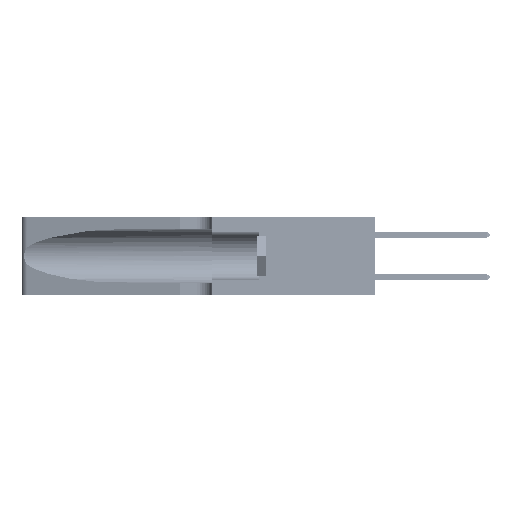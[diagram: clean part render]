
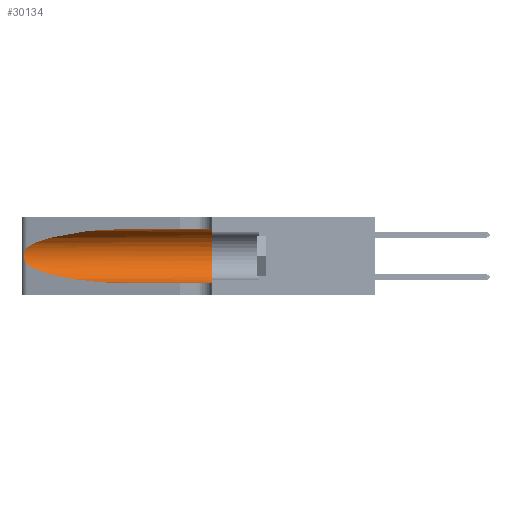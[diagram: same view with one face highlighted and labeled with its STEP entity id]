
A CAD part, left-side view. The second image highlights one B-rep face of the part: STEP entity #30134.
In plain terms, the highlighted cylindrical face has radius 3.308 mm (diameter 6.617 mm), a partial arc.
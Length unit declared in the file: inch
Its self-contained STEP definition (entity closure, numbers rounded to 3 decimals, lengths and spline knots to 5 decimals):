
#49 = CYLINDRICAL_SURFACE ( 'NONE', #41375, 0.13025 ) ;
#1326 = ORIENTED_EDGE ( 'NONE', *, *, #18021, .F. ) ;
#1355 = CARTESIAN_POINT ( 'NONE',  ( 0.1305, 1.61858, 0.05475 ) ) ;
#2850 = CARTESIAN_POINT ( 'NONE',  ( 0.25487, 1.22718, 0.14631 ) ) ;
#3177 = EDGE_CURVE ( 'NONE', #8036, #36972, #16424, .T. ) ;
#3241 = CARTESIAN_POINT ( 'NONE',  ( 0.25487, 1.22718, 0.22369 ) ) ;
#3757 = CARTESIAN_POINT ( 'NONE',  ( 0.26075, 1.23896, 0.19203 ) ) ;
#3919 = CARTESIAN_POINT ( 'NONE',  ( 0.26018, 1.23835, 0.19895 ) ) ;
#4522 = DIRECTION ( 'NONE',  ( 0., -1., 0. ) ) ;
#4546 = CARTESIAN_POINT ( 'NONE',  ( 0.1305, 1.61858, 0.31525 ) ) ;
#5695 = CARTESIAN_POINT ( 'NONE',  ( 0.2373, 1.15595, 0.28018 ) ) ;
#6323 = ORIENTED_EDGE ( 'NONE', *, *, #30060, .F. ) ;
#6609 = FACE_OUTER_BOUND ( 'NONE', #13369, .T. ) ;
#7597 = CARTESIAN_POINT ( 'NONE',  ( 0.25555, 1.22993, 0.14849 ) ) ;
#8036 = VERTEX_POINT ( 'NONE', #3241 ) ;
#8377 = DIRECTION ( 'NONE',  ( 0., -1., 0. ) ) ;
#12138 = VERTEX_POINT ( 'NONE', #31301 ) ;
#12247 = CARTESIAN_POINT ( 'NONE',  ( 0.18966, 0.96281, 0.31525 ) ) ;
#12614 = LINE ( 'NONE', #4546, #43746 ) ;
#13369 = EDGE_LOOP ( 'NONE', ( #31131, #45803, #33472, #21659, #1326, #6323 ) ) ;
#14066 = VERTEX_POINT ( 'NONE', #39340 ) ;
#15794 =( BOUNDED_CURVE ( )  B_SPLINE_CURVE ( 3, ( #16255, #12247, #5695, #20583 ),
 .UNSPECIFIED., .F., .F. ) 
 B_SPLINE_CURVE_WITH_KNOTS ( ( 4, 4 ),
 ( 1.5708, 2.84003 ),
 .UNSPECIFIED. ) 
 CURVE ( )  GEOMETRIC_REPRESENTATION_ITEM ( )  RATIONAL_B_SPLINE_CURVE ( ( 1., 0.87, 0.87, 1. ) ) 
 REPRESENTATION_ITEM ( '' )  );
#16255 = CARTESIAN_POINT ( 'NONE',  ( 0.1305, 0.72297, 0.31525 ) ) ;
#16424 = B_SPLINE_CURVE_WITH_KNOTS ( 'NONE', 3,
 ( #34028, #45442, #41608, #26309, #22320, #3919, #3757, #33712, #41432, #30673, #26148, #22467, #7597, #30488 ),
 .UNSPECIFIED., .F., .F.,
 ( 4, 2, 2, 2, 2, 2, 4 ),
 ( 0., 0.00027, 0.00053, 0.00107, 0.0016, 0.00187, 0.00214 ),
 .UNSPECIFIED. ) ;
#17067 = DIRECTION ( 'NONE',  ( 0., -1., 0. ) ) ;
#18021 = EDGE_CURVE ( 'NONE', #40660, #12138, #28809, .T. ) ;
#18528 = AXIS2_PLACEMENT_3D ( 'NONE', #40982, #29852, #44988 ) ;
#20583 = CARTESIAN_POINT ( 'NONE',  ( 0.25487, 1.22718, 0.22369 ) ) ;
#21659 = ORIENTED_EDGE ( 'NONE', *, *, #39822, .T. ) ;
#22320 = CARTESIAN_POINT ( 'NONE',  ( 0.25854, 1.2359, 0.20912 ) ) ;
#22467 = CARTESIAN_POINT ( 'NONE',  ( 0.25639, 1.23186, 0.15144 ) ) ;
#22620 = EDGE_CURVE ( 'NONE', #36972, #47395, #41593, .T. ) ;
#24054 = VECTOR ( 'NONE', #17067, 39.37008 ) ;
#25737 = CARTESIAN_POINT ( 'NONE',  ( 0.1305, 0.72297, 0.05475 ) ) ;
#26148 = CARTESIAN_POINT ( 'NONE',  ( 0.25789, 1.23486, 0.15765 ) ) ;
#26309 = CARTESIAN_POINT ( 'NONE',  ( 0.25787, 1.23484, 0.2124 ) ) ;
#28809 = CIRCLE ( 'NONE', #18528, 0.13025 ) ;
#29852 = DIRECTION ( 'NONE',  ( 0., 1., 0. ) ) ;
#30060 = EDGE_CURVE ( 'NONE', #14066, #40660, #12614, .T. ) ;
#30134 = ADVANCED_FACE ( 'NONE', ( #6609 ), #49, .F. ) ;
#30488 = CARTESIAN_POINT ( 'NONE',  ( 0.25487, 1.22718, 0.14631 ) ) ;
#30673 = CARTESIAN_POINT ( 'NONE',  ( 0.25856, 1.23593, 0.16098 ) ) ;
#31131 = ORIENTED_EDGE ( 'NONE', *, *, #35974, .T. ) ;
#31301 = CARTESIAN_POINT ( 'NONE',  ( 0.1305, 0.35, 0.05475 ) ) ;
#33292 = CARTESIAN_POINT ( 'NONE',  ( 0.2373, 1.15595, 0.08982 ) ) ;
#33472 = ORIENTED_EDGE ( 'NONE', *, *, #22620, .T. ) ;
#33712 = CARTESIAN_POINT ( 'NONE',  ( 0.26075, 1.23896, 0.178 ) ) ;
#34028 = CARTESIAN_POINT ( 'NONE',  ( 0.25487, 1.22718, 0.22369 ) ) ;
#34238 = LINE ( 'NONE', #1355, #24054 ) ;
#35974 = EDGE_CURVE ( 'NONE', #14066, #8036, #15794, .T. ) ;
#36972 = VERTEX_POINT ( 'NONE', #37404 ) ;
#37130 = CARTESIAN_POINT ( 'NONE',  ( 0.18966, 0.96281, 0.05475 ) ) ;
#37404 = CARTESIAN_POINT ( 'NONE',  ( 0.25487, 1.22718, 0.14631 ) ) ;
#38674 = DIRECTION ( 'NONE',  ( 0., 0., -1. ) ) ;
#39340 = CARTESIAN_POINT ( 'NONE',  ( 0.1305, 0.72297, 0.31525 ) ) ;
#39822 = EDGE_CURVE ( 'NONE', #47395, #12138, #34238, .T. ) ;
#40660 = VERTEX_POINT ( 'NONE', #48974 ) ;
#40982 = CARTESIAN_POINT ( 'NONE',  ( 0.1305, 0.35, 0.185 ) ) ;
#41375 = AXIS2_PLACEMENT_3D ( 'NONE', #42521, #4522, #38674 ) ;
#41432 = CARTESIAN_POINT ( 'NONE',  ( 0.26017, 1.23833, 0.17102 ) ) ;
#41593 =( BOUNDED_CURVE ( )  B_SPLINE_CURVE ( 3, ( #2850, #33292, #37130, #25737 ),
 .UNSPECIFIED., .F., .F. ) 
 B_SPLINE_CURVE_WITH_KNOTS ( ( 4, 4 ),
 ( 3.44316, 4.71239 ),
 .UNSPECIFIED. ) 
 CURVE ( )  GEOMETRIC_REPRESENTATION_ITEM ( )  RATIONAL_B_SPLINE_CURVE ( ( 1., 0.87, 0.87, 1. ) ) 
 REPRESENTATION_ITEM ( '' )  );
#41608 = CARTESIAN_POINT ( 'NONE',  ( 0.25639, 1.23184, 0.21858 ) ) ;
#42521 = CARTESIAN_POINT ( 'NONE',  ( 0.1305, 1.61858, 0.185 ) ) ;
#43746 = VECTOR ( 'NONE', #8377, 39.37008 ) ;
#44988 = DIRECTION ( 'NONE',  ( 0., 0., 1. ) ) ;
#45442 = CARTESIAN_POINT ( 'NONE',  ( 0.25555, 1.22994, 0.2215 ) ) ;
#45803 = ORIENTED_EDGE ( 'NONE', *, *, #3177, .T. ) ;
#47395 = VERTEX_POINT ( 'NONE', #49253 ) ;
#48974 = CARTESIAN_POINT ( 'NONE',  ( 0.1305, 0.35, 0.31525 ) ) ;
#49253 = CARTESIAN_POINT ( 'NONE',  ( 0.1305, 0.72297, 0.05475 ) ) ;
